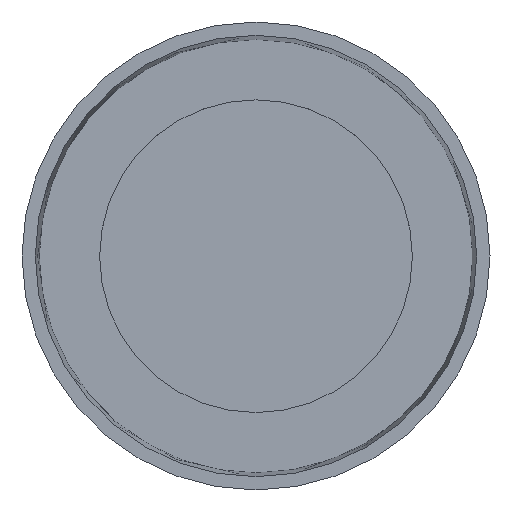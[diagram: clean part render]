
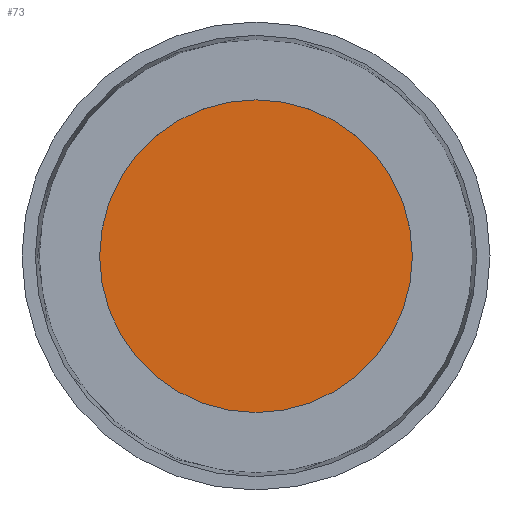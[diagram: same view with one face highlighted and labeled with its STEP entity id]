
A CAD part, top view. The second image highlights one B-rep face of the part: STEP entity #73.
In plain terms, the highlighted planar face has unit normal (0, 0, 1).
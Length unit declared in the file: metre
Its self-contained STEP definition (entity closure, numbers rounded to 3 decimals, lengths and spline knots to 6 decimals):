
#15=ORIENTED_EDGE('',*,*,#27,.F.);
#27=EDGE_CURVE('',#33,#33,#39,.T.);
#33=VERTEX_POINT('',#139);
#39=CIRCLE('',#96,0.01175);
#45=EDGE_LOOP('',(#15));
#57=FACE_BOUND('',#45,.T.);
#69=PLANE('',#95);
#73=ADVANCED_FACE('',(#57),#69,.F.);
#95=AXIS2_PLACEMENT_3D('',#137,#110,#111);
#96=AXIS2_PLACEMENT_3D('',#138,#112,#113);
#110=DIRECTION('',(0.,0.,-1.));
#111=DIRECTION('',(-1.,0.,0.));
#112=DIRECTION('',(0.,0.,-1.));
#113=DIRECTION('',(-1.,0.,0.));
#137=CARTESIAN_POINT('',(0.,0.005875,0.002177));
#138=CARTESIAN_POINT('',(0.,0.,0.002177));
#139=CARTESIAN_POINT('',(-0.01175,0.,0.002177));
